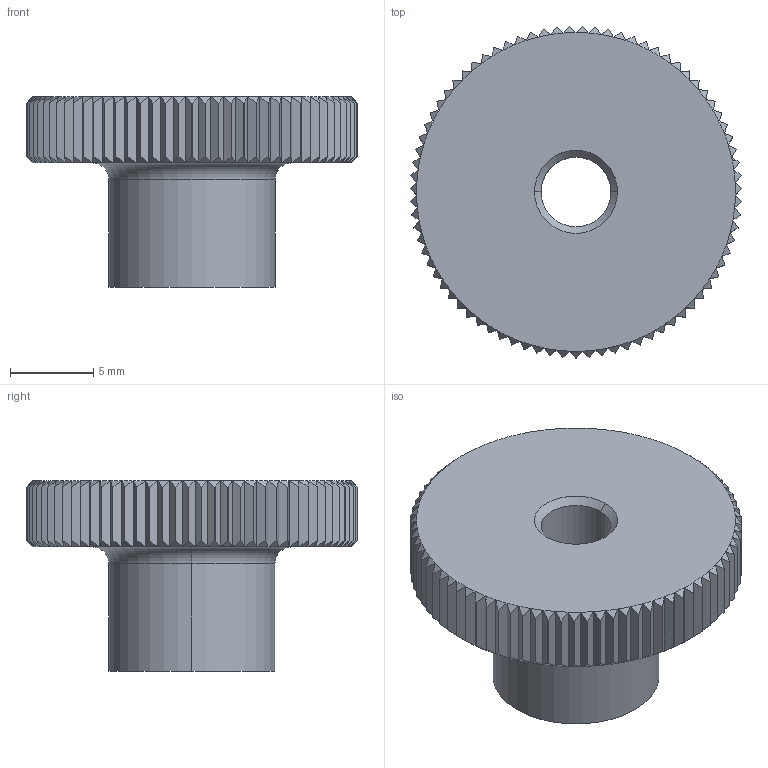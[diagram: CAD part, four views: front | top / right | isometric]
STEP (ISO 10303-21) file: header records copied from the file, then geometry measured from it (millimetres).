
FILE_DESCRIPTION(('STEP AP214'),'1');
FILE_NAME(' ',' ',('TraceParts'),('TraceParts S.A.'),'XStep 1.0',' ',' ');
FILE_SCHEMA(('automotive_design'));
Length unit declared in the file: millimetre
Products named in the file (1): 1
Bounding box: 20 x 19.99 x 11.5 mm (x, y, z)
Volume: 1638 mm3; surface area: 1272.7 mm2
Topology: 1 solids, 1 shells, 412 faces, 905 edges, 496 vertices
Faces by surface type: cone 166, plane 161, cylinder 83, torus 2
Entity records: 20978 total; most frequent: CARTESIAN_POINT 2454, STYLED_ITEM 1814, PRESENTATION_STYLE_ASSIGNMENT 1814, COLOUR_RGB 1814, ORIENTED_EDGE 1810, DIRECTION 1747, EDGE_CURVE 905, CURVE_STYLE 905
